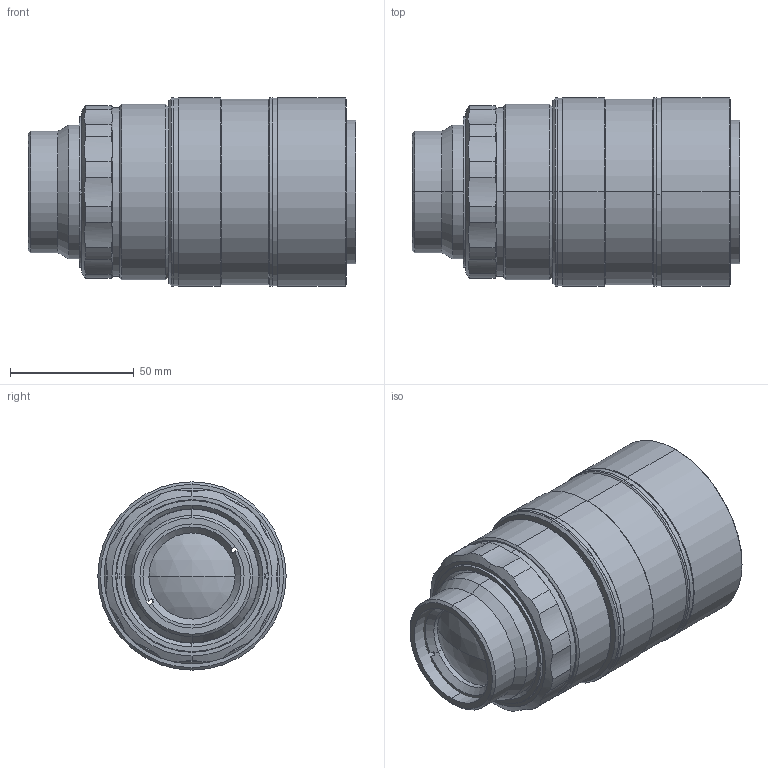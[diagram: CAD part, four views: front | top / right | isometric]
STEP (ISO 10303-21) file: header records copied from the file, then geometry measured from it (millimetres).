
FILE_DESCRIPTION (( 'STEP AP203' ), '1' );
FILE_NAME ('DP29255-B_MC12K025X-K.step', '2022-01-03T13:10:24', ( '' ), ( '' ), 'SwSTEP 2.0', 'SolidWorks 2021', '' );
FILE_SCHEMA (( 'CONFIG_CONTROL_DESIGN' ));
Length unit declared in the file: millimetre
Products named in the file (1): DP29255-B_MC12K025X-K
Bounding box: 132.34 x 76 x 76 mm (x, y, z)
Surface area: 61100.7 mm2 (no closed solid volume)
Topology: 0 solids, 13 shells, 114 faces, 313 edges, 213 vertices
Faces by surface type: cylinder 65, cone 28, plane 19, sphere 2
Entity records: 4069 total; most frequent: CARTESIAN_POINT 1063, DIRECTION 657, ORIENTED_EDGE 535, EDGE_CURVE 313, AXIS2_PLACEMENT_3D 271, VERTEX_POINT 213, CIRCLE 156, EDGE_LOOP 134
